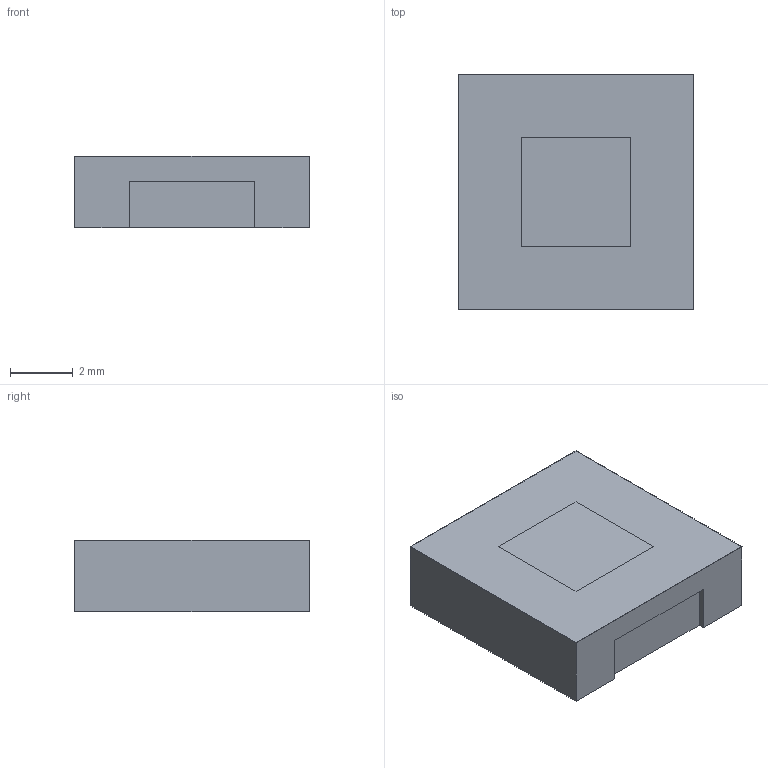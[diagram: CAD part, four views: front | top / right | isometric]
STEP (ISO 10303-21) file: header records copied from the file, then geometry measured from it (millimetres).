
FILE_DESCRIPTION(/* description */ (''),/* implementation_level */ '2;1');
FILE_NAME(/* name */ '2JBLK.stp',/* time_stamp */ '2025-11-04T14:35:40-06:00',/* author */ ('jmeyers'),/* organization */ (''),/* preprocessor_version */ 'ST-DEVELOPER v18.1',/* originating_system */ 'Autodesk Inventor 2022',/* authorisation */ '');
FILE_SCHEMA (('AUTOMOTIVE_DESIGN { 1 0 10303 214 3 1 1 }'));
Length unit declared in the file: inch
Products named in the file (1): Part1
Bounding box: 7.5 x 7.5 x 2.3 mm (x, y, z)
Volume: 67.7 mm3; surface area: 237.9 mm2
Topology: 1 solids, 1 shells, 50 faces, 134 edges, 88 vertices
Faces by surface type: plane 50
Entity records: 1637 total; most frequent: CARTESIAN_POINT 273, ORIENTED_EDGE 268, DIRECTION 236, LINE 134, VECTOR 134, EDGE_CURVE 134, VERTEX_POINT 88, EDGE_LOOP 52
